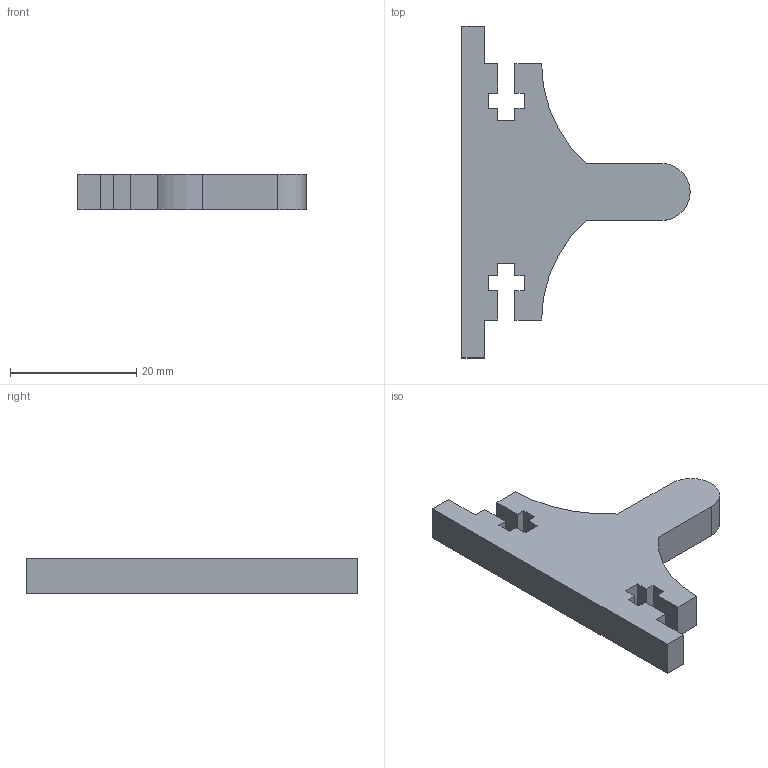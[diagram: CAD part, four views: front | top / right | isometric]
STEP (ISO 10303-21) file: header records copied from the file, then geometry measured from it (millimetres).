
FILE_DESCRIPTION (( 'STEP AP203' ), '1' );
FILE_NAME ('Foot.STEP', '2019-05-07T03:56:22', ( '' ), ( '' ), 'SwSTEP 2.0', 'SolidWorks 2017', '' );
FILE_SCHEMA (( 'CONFIG_CONTROL_DESIGN' ));
Length unit declared in the file: millimetre
Products named in the file (1): Foot
Bounding box: 36.11 x 52.5 x 5.64 mm (x, y, z)
Volume: 4303.8 mm3; surface area: 2715 mm2
Topology: 1 solids, 1 shells, 38 faces, 108 edges, 72 vertices
Faces by surface type: plane 35, cylinder 3
Entity records: 1295 total; most frequent: CARTESIAN_POINT 219, ORIENTED_EDGE 216, DIRECTION 192, EDGE_CURVE 108, VECTOR 102, LINE 102, VERTEX_POINT 72, AXIS2_PLACEMENT_3D 45
